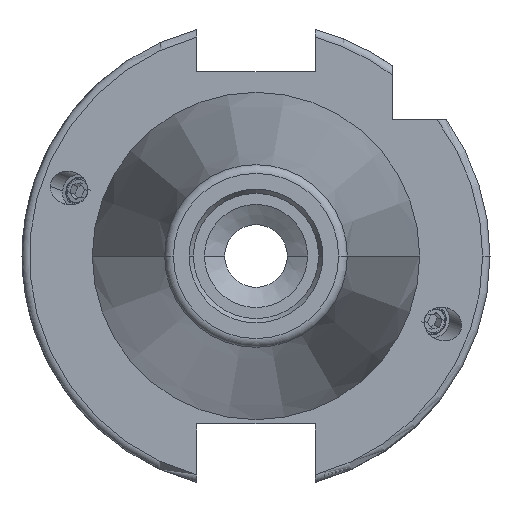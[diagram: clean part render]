
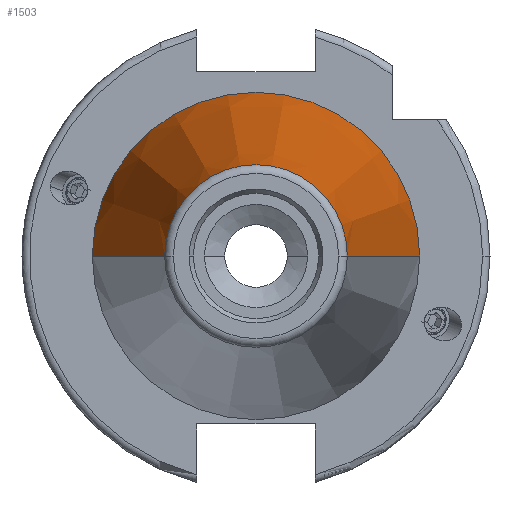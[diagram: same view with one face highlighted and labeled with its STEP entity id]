
A CAD part, left-side view. The second image highlights one B-rep face of the part: STEP entity #1503.
In plain terms, the highlighted conical face has half-angle 8.297 degrees and reference radius 22.225 mm.
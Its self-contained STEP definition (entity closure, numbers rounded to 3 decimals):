
#7 = CARTESIAN_POINT ( 'NONE',  ( -67.373, 0., 0. ) ) ;
#38 = DIRECTION ( 'NONE',  ( -1., 0., 0. ) ) ;
#164 = ORIENTED_EDGE ( 'NONE', *, *, #2135, .F. ) ;
#452 = DIRECTION ( 'NONE',  ( 0.99, 0.144, 0. ) ) ;
#918 = DIRECTION ( 'NONE',  ( 0.99, -0.144, 0. ) ) ;
#946 = CIRCLE ( 'NONE', #5049, 22.225 ) ;
#1079 = VECTOR ( 'NONE', #918, 1000. ) ;
#1268 = EDGE_CURVE ( 'NONE', #5982, #5969, #5527, .T. ) ;
#1277 = CIRCLE ( 'NONE', #5946, 12.4 ) ;
#1405 = CARTESIAN_POINT ( 'NONE',  ( 0., -22.225, 0. ) ) ;
#1503 = ADVANCED_FACE ( 'NONE', ( #3390 ), #1668, .T. ) ;
#1668 = CONICAL_SURFACE ( 'NONE', #3827, 22.225, 0.145 ) ;
#1753 = EDGE_CURVE ( 'NONE', #5992, #3514, #1884, .T. ) ;
#1871 = DIRECTION ( 'NONE',  ( 0., -1., 0. ) ) ;
#1884 = LINE ( 'NONE', #3752, #3150 ) ;
#2135 = EDGE_CURVE ( 'NONE', #5982, #5992, #1277, .T. ) ;
#2403 = DIRECTION ( 'NONE',  ( 1., 0., 0. ) ) ;
#2992 = ORIENTED_EDGE ( 'NONE', *, *, #1753, .F. ) ;
#3083 = DIRECTION ( 'NONE',  ( -1., 0., 0. ) ) ;
#3150 = VECTOR ( 'NONE', #452, 1000. ) ;
#3209 = CARTESIAN_POINT ( 'NONE',  ( 0., 22.225, 0. ) ) ;
#3360 = CARTESIAN_POINT ( 'NONE',  ( 0., 0., 0. ) ) ;
#3390 = FACE_OUTER_BOUND ( 'NONE', #4249, .T. ) ;
#3514 = VERTEX_POINT ( 'NONE', #3209 ) ;
#3518 = ORIENTED_EDGE ( 'NONE', *, *, #1268, .T. ) ;
#3617 = CARTESIAN_POINT ( 'NONE',  ( -67.373, 12.4, 0. ) ) ;
#3752 = CARTESIAN_POINT ( 'NONE',  ( 0., 22.225, 0. ) ) ;
#3818 = DIRECTION ( 'NONE',  ( 0., 1., 0. ) ) ;
#3827 = AXIS2_PLACEMENT_3D ( 'NONE', #3360, #2403, #3818 ) ;
#3858 = CARTESIAN_POINT ( 'NONE',  ( 0., -22.225, 0. ) ) ;
#3996 = CARTESIAN_POINT ( 'NONE',  ( 0., 0., 0. ) ) ;
#4155 = ORIENTED_EDGE ( 'NONE', *, *, #5065, .T. ) ;
#4249 = EDGE_LOOP ( 'NONE', ( #164, #3518, #4155, #2992 ) ) ;
#4568 = CARTESIAN_POINT ( 'NONE',  ( -67.373, -12.4, 0. ) ) ;
#5049 = AXIS2_PLACEMENT_3D ( 'NONE', #3996, #3083, #5836 ) ;
#5065 = EDGE_CURVE ( 'NONE', #5969, #3514, #946, .T. ) ;
#5527 = LINE ( 'NONE', #1405, #1079 ) ;
#5836 = DIRECTION ( 'NONE',  ( 0., -1., 0. ) ) ;
#5946 = AXIS2_PLACEMENT_3D ( 'NONE', #7, #38, #1871 ) ;
#5969 = VERTEX_POINT ( 'NONE', #3858 ) ;
#5982 = VERTEX_POINT ( 'NONE', #4568 ) ;
#5992 = VERTEX_POINT ( 'NONE', #3617 ) ;
